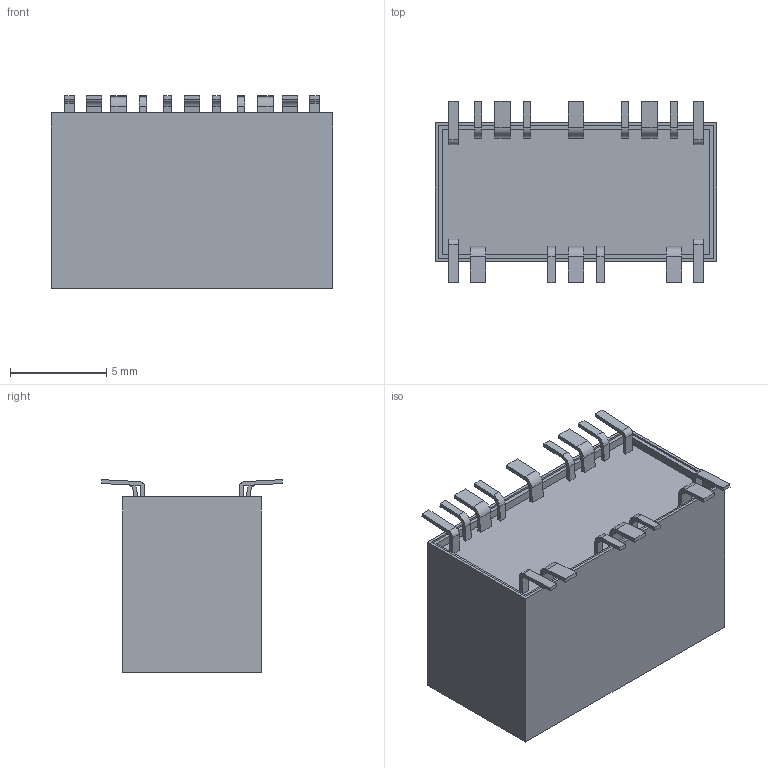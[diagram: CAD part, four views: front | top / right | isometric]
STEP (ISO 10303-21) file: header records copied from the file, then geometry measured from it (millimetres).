
FILE_DESCRIPTION(/* description */ (''),/* implementation_level */ '2;1');
FILE_NAME(/* name */ 'Relay_TE_HF3-56.step',/* time_stamp */ '2019-08-05T23:20:31+01:00',/* author */ (''),/* organization */ (''),/* preprocessor_version */ 'ST-DEVELOPER v18',/* originating_system */ 'Autodesk Translation Framework v8.2.0.1029',/* authorisation */ '');
FILE_SCHEMA (('AUTOMOTIVE_DESIGN { 1 0 10303 214 3 1 1 }'));
Length unit declared in the file: millimetre
Products named in the file (1): Relay_TE_HF3-56
Bounding box: 14.6 x 9.4 x 10 mm (x, y, z)
Volume: 910.8 mm3; surface area: 721.2 mm2
Topology: 1 solids, 1 shells, 791 faces, 2181 edges, 1444 vertices
Faces by surface type: plane 682, bspline 68, cylinder 41
Entity records: 25212 total; most frequent: CARTESIAN_POINT 5067, ORIENTED_EDGE 4362, DIRECTION 3681, EDGE_CURVE 2181, LINE 1997, VECTOR 1997, VERTEX_POINT 1444, EDGE_LOOP 843
